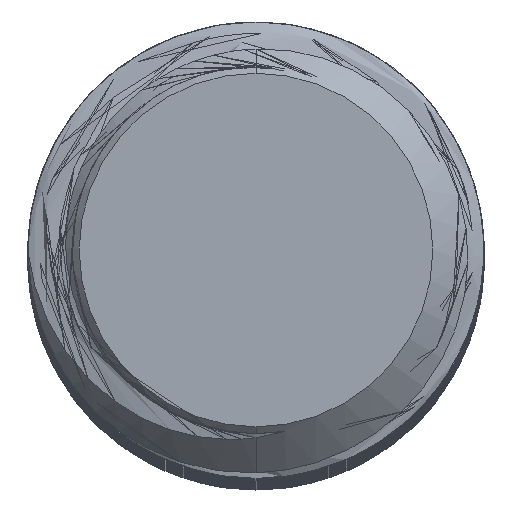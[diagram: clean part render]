
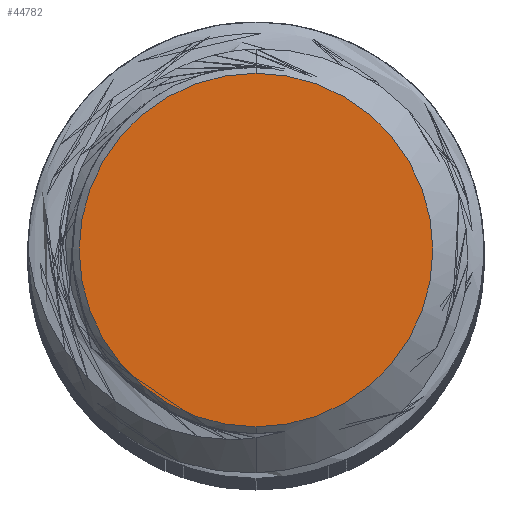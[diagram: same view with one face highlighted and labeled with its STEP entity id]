
A CAD part, top view. The second image highlights one B-rep face of the part: STEP entity #44782.
In plain terms, the highlighted planar face has unit normal (0, 0, 1).
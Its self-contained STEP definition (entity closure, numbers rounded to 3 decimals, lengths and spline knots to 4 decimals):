
#36839 = CONICAL_SURFACE('',#36840,5.,0.785);
#36840 = AXIS2_PLACEMENT_3D('',#36841,#36842,#36843);
#36841 = CARTESIAN_POINT('',(0.,0.,73.875));
#36842 = DIRECTION('',(0.,0.,-1.));
#36843 = DIRECTION('',(0.,1.,0.));
#40652 = CONICAL_SURFACE('',#40653,5.,0.785);
#40653 = AXIS2_PLACEMENT_3D('',#40654,#40655,#40656);
#40654 = CARTESIAN_POINT('',(0.,0.,73.875));
#40655 = DIRECTION('',(0.,0.,-1.));
#40656 = DIRECTION('',(0.,1.,0.));
#43588 = EDGE_CURVE('',#43589,#43591,#43593,.T.);
#43589 = VERTEX_POINT('',#43590);
#43590 = CARTESIAN_POINT('',(0.,3.875,75.));
#43591 = VERTEX_POINT('',#43592);
#43592 = CARTESIAN_POINT('',(0.,-3.875,75.));
#43593 = SURFACE_CURVE('',#43594,(#43599,#43606),.PCURVE_S1.);
#43594 = CIRCLE('',#43595,3.875);
#43595 = AXIS2_PLACEMENT_3D('',#43596,#43597,#43598);
#43596 = CARTESIAN_POINT('',(0.,0.,75.));
#43597 = DIRECTION('',(0.,0.,-1.));
#43598 = DIRECTION('',(0.,1.,0.));
#43599 = PCURVE('',#36839,#43600);
#43600 = DEFINITIONAL_REPRESENTATION('',(#43601),#43605);
#43601 = LINE('',#43602,#43603);
#43602 = CARTESIAN_POINT('',(0.,-1.125));
#43603 = VECTOR('',#43604,1.);
#43604 = DIRECTION('',(1.,0.));
#43605 = ( GEOMETRIC_REPRESENTATION_CONTEXT(2) 
PARAMETRIC_REPRESENTATION_CONTEXT() REPRESENTATION_CONTEXT('2D SPACE',''
  ) );
#43606 = PCURVE('',#43607,#43612);
#43607 = PLANE('',#43608);
#43608 = AXIS2_PLACEMENT_3D('',#43609,#43610,#43611);
#43609 = CARTESIAN_POINT('',(0.,3.875,75.));
#43610 = DIRECTION('',(0.,0.,1.));
#43611 = DIRECTION('',(0.,-1.,0.));
#43612 = DEFINITIONAL_REPRESENTATION('',(#43613),#43621);
#43613 = ( BOUNDED_CURVE() B_SPLINE_CURVE(2,(#43614,#43615,#43616,#43617
    ,#43618,#43619,#43620),.UNSPECIFIED.,.T.,.F.) 
B_SPLINE_CURVE_WITH_KNOTS((1,2,2,2,2,1),(-2.0944,0.,
    2.0944,4.1888,6.2832,8.3776),
.UNSPECIFIED.) CURVE() GEOMETRIC_REPRESENTATION_ITEM() 
RATIONAL_B_SPLINE_CURVE((1.,0.5,1.,0.5,1.,0.5,1.)) REPRESENTATION_ITEM(
  '') );
#43614 = CARTESIAN_POINT('',(0.,0.));
#43615 = CARTESIAN_POINT('',(0.,6.712));
#43616 = CARTESIAN_POINT('',(5.813,3.356));
#43617 = CARTESIAN_POINT('',(11.625,0.));
#43618 = CARTESIAN_POINT('',(5.813,-3.356));
#43619 = CARTESIAN_POINT('',(0.,-6.712));
#43620 = CARTESIAN_POINT('',(0.,0.));
#43621 = ( GEOMETRIC_REPRESENTATION_CONTEXT(2) 
PARAMETRIC_REPRESENTATION_CONTEXT() REPRESENTATION_CONTEXT('2D SPACE',''
  ) );
#44754 = EDGE_CURVE('',#43591,#43589,#44755,.T.);
#44755 = SURFACE_CURVE('',#44756,(#44761,#44768),.PCURVE_S1.);
#44756 = CIRCLE('',#44757,3.875);
#44757 = AXIS2_PLACEMENT_3D('',#44758,#44759,#44760);
#44758 = CARTESIAN_POINT('',(0.,0.,75.));
#44759 = DIRECTION('',(0.,0.,-1.));
#44760 = DIRECTION('',(0.,1.,0.));
#44761 = PCURVE('',#40652,#44762);
#44762 = DEFINITIONAL_REPRESENTATION('',(#44763),#44767);
#44763 = LINE('',#44764,#44765);
#44764 = CARTESIAN_POINT('',(0.,-1.125));
#44765 = VECTOR('',#44766,1.);
#44766 = DIRECTION('',(1.,0.));
#44767 = ( GEOMETRIC_REPRESENTATION_CONTEXT(2) 
PARAMETRIC_REPRESENTATION_CONTEXT() REPRESENTATION_CONTEXT('2D SPACE',''
  ) );
#44768 = PCURVE('',#43607,#44769);
#44769 = DEFINITIONAL_REPRESENTATION('',(#44770),#44778);
#44770 = ( BOUNDED_CURVE() B_SPLINE_CURVE(2,(#44771,#44772,#44773,#44774
    ,#44775,#44776,#44777),.UNSPECIFIED.,.T.,.F.) 
B_SPLINE_CURVE_WITH_KNOTS((1,2,2,2,2,1),(-2.0944,0.,
    2.0944,4.1888,6.2832,8.3776),
.UNSPECIFIED.) CURVE() GEOMETRIC_REPRESENTATION_ITEM() 
RATIONAL_B_SPLINE_CURVE((1.,0.5,1.,0.5,1.,0.5,1.)) REPRESENTATION_ITEM(
  '') );
#44771 = CARTESIAN_POINT('',(0.,0.));
#44772 = CARTESIAN_POINT('',(0.,6.712));
#44773 = CARTESIAN_POINT('',(5.813,3.356));
#44774 = CARTESIAN_POINT('',(11.625,0.));
#44775 = CARTESIAN_POINT('',(5.813,-3.356));
#44776 = CARTESIAN_POINT('',(0.,-6.712));
#44777 = CARTESIAN_POINT('',(0.,0.));
#44778 = ( GEOMETRIC_REPRESENTATION_CONTEXT(2) 
PARAMETRIC_REPRESENTATION_CONTEXT() REPRESENTATION_CONTEXT('2D SPACE',''
  ) );
#44782 = ADVANCED_FACE('',(#44783),#43607,.T.);
#44783 = FACE_BOUND('',#44784,.T.);
#44784 = EDGE_LOOP('',(#44785,#44786));
#44785 = ORIENTED_EDGE('',*,*,#43588,.F.);
#44786 = ORIENTED_EDGE('',*,*,#44754,.F.);
